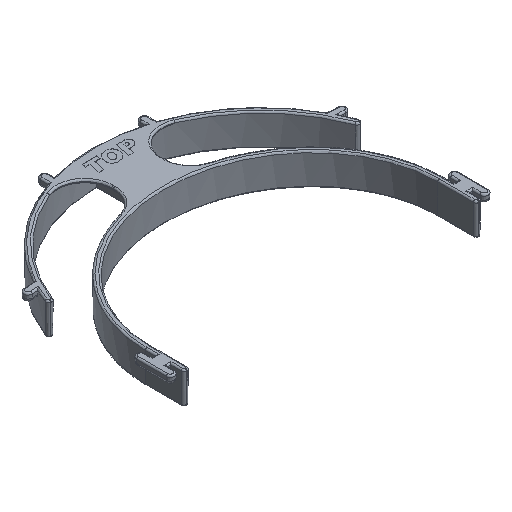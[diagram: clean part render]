
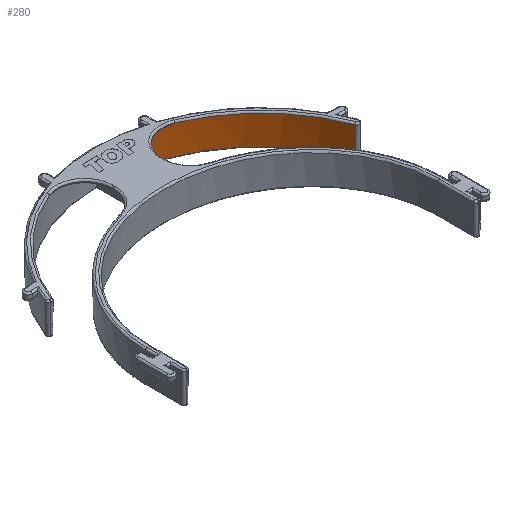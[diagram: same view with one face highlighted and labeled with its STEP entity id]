
A CAD part, isometric view. The second image highlights one B-rep face of the part: STEP entity #280.
In plain terms, the highlighted conical face has half-angle 0.5 degrees and reference radius 95.912 mm.
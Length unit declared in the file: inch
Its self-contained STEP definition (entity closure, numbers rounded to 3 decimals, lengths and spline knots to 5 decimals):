
#121 = CARTESIAN_POINT ( 'NONE',  ( 34.67927, 2.61005, 0.29827 ) ) ;
#280 = ADVANCED_FACE ( 'NONE', ( #3175 ), #9317, .F. ) ;
#339 = ORIENTED_EDGE ( 'NONE', *, *, #9965, .T. ) ;
#358 = CARTESIAN_POINT ( 'NONE',  ( 36.77637, 0.45262, 0.23125 ) ) ;
#671 = VERTEX_POINT ( 'NONE', #680 ) ;
#680 = CARTESIAN_POINT ( 'NONE',  ( 34.71195, 2.59621, 0.30533 ) ) ;
#773 = CARTESIAN_POINT ( 'NONE',  ( 33.31863, 2.89338, 0.06257 ) ) ;
#920 = CARTESIAN_POINT ( 'NONE',  ( 33.31119, 2.89723, -0.36396 ) ) ;
#945 = CARTESIAN_POINT ( 'NONE',  ( 34.71226, 2.59602, 0.31244 ) ) ;
#1127 = EDGE_LOOP ( 'NONE', ( #7475, #4770, #8048, #8217, #5075, #10735, #339 ) ) ;
#1163 = AXIS2_PLACEMENT_3D ( 'NONE', #5442, #7163, #2838 ) ;
#1581 = CARTESIAN_POINT ( 'NONE',  ( 33.31119, 2.89723, -0.36396 ) ) ;
#1652 = CARTESIAN_POINT ( 'NONE',  ( 33.32235, 2.89145, 0.27559 ) ) ;
#1842 = CARTESIAN_POINT ( 'NONE',  ( 34.71195, 2.59621, 0.30533 ) ) ;
#1850 = EDGE_CURVE ( 'NONE', #671, #10957, #9493, .T. ) ;
#2481 =( BOUNDED_CURVE ( )  B_SPLINE_CURVE ( 3, ( #920, #3373, #773, #1652 ),
 .UNSPECIFIED., .F., .F. ) 
 B_SPLINE_CURVE_WITH_KNOTS ( ( 4, 4 ),
 ( 2.1087, 2.11127 ),
 .UNSPECIFIED. ) 
 CURVE ( )  GEOMETRIC_REPRESENTATION_ITEM ( )  RATIONAL_B_SPLINE_CURVE ( ( 1., 1., 1., 1. ) ) 
 REPRESENTATION_ITEM ( '' )  );
#2500 = CARTESIAN_POINT ( 'NONE',  ( 33.24835, -0.87807, 0.316 ) ) ;
#2670 = CARTESIAN_POINT ( 'NONE',  ( 34.71211, 2.59612, 0.30889 ) ) ;
#2838 = DIRECTION ( 'NONE',  ( -1., 0., 0. ) ) ;
#3089 = AXIS2_PLACEMENT_3D ( 'NONE', #2500, #4380, #8670 ) ;
#3165 = EDGE_CURVE ( 'NONE', #10957, #9866, #4236, .T. ) ;
#3175 = FACE_OUTER_BOUND ( 'NONE', #1127, .T. ) ;
#3373 = CARTESIAN_POINT ( 'NONE',  ( 33.31491, 2.89531, -0.15061 ) ) ;
#4236 = CIRCLE ( 'NONE', #1163, 3.77024 ) ;
#4259 = AXIS2_PLACEMENT_3D ( 'NONE', #6532, #7382, #5656 ) ;
#4361 = CARTESIAN_POINT ( 'NONE',  ( 34.71241, 2.59592, 0.316 ) ) ;
#4372 = CARTESIAN_POINT ( 'NONE',  ( 33.32235, 2.89145, 0.27559 ) ) ;
#4380 = DIRECTION ( 'NONE',  ( 0., 0., 1. ) ) ;
#4649 = CARTESIAN_POINT ( 'NONE',  ( 36.77945, 0.45917, -0.36396 ) ) ;
#4680 = CARTESIAN_POINT ( 'NONE',  ( 34.54583, 2.66192, 0.27675 ) ) ;
#4721 = CARTESIAN_POINT ( 'NONE',  ( 36.77593, 0.45169, 0.316 ) ) ;
#4770 = ORIENTED_EDGE ( 'NONE', *, *, #7023, .T. ) ;
#4782 = VERTEX_POINT ( 'NONE', #4361 ) ;
#5075 = ORIENTED_EDGE ( 'NONE', *, *, #3165, .T. ) ;
#5268 = DIRECTION ( 'NONE',  ( 1., 0., 0. ) ) ;
#5354 = DIRECTION ( 'NONE',  ( 0., 0., -1. ) ) ;
#5359 = CARTESIAN_POINT ( 'NONE',  ( 34.64636, 2.62344, 0.2912 ) ) ;
#5442 = CARTESIAN_POINT ( 'NONE',  ( 33.24835, -0.87807, 0.27559 ) ) ;
#5597 = CARTESIAN_POINT ( 'NONE',  ( 36.77912, 0.45847, -0.30046 ) ) ;
#5656 = DIRECTION ( 'NONE',  ( 1., 0., 0. ) ) ;
#6160 = CARTESIAN_POINT ( 'NONE',  ( 36.77945, 0.45917, -0.36396 ) ) ;
#6532 = CARTESIAN_POINT ( 'NONE',  ( 33.24835, -0.87807, -0.36396 ) ) ;
#6551 = CARTESIAN_POINT ( 'NONE',  ( 36.77895, 0.45812, -0.26871 ) ) ;
#7003 = VERTEX_POINT ( 'NONE', #1581 ) ;
#7023 = EDGE_CURVE ( 'NONE', #7216, #4782, #7878, .T. ) ;
#7097 = EDGE_CURVE ( 'NONE', #7003, #9866, #2481, .T. ) ;
#7163 = DIRECTION ( 'NONE',  ( 0., 0., 1. ) ) ;
#7216 = VERTEX_POINT ( 'NONE', #7747 ) ;
#7223 = CARTESIAN_POINT ( 'NONE',  ( 34.51176, 2.67419, 0.27559 ) ) ;
#7382 = DIRECTION ( 'NONE',  ( 0., 0., -1. ) ) ;
#7475 = ORIENTED_EDGE ( 'NONE', *, *, #8663, .T. ) ;
#7747 = CARTESIAN_POINT ( 'NONE',  ( 36.77593, 0.45169, 0.316 ) ) ;
#7824 = CARTESIAN_POINT ( 'NONE',  ( 34.71241, 2.59592, 0.316 ) ) ;
#7878 = CIRCLE ( 'NONE', #3089, 3.76989 ) ;
#7916 = B_SPLINE_CURVE_WITH_KNOTS ( 'NONE', 3,
 ( #7824, #945, #2670, #8809 ),
 .UNSPECIFIED., .F., .F.,
 ( 4, 4 ),
 ( 0.00097, 0.00125 ),
 .UNSPECIFIED. ) ;
#8048 = ORIENTED_EDGE ( 'NONE', *, *, #9893, .T. ) ;
#8053 = CARTESIAN_POINT ( 'NONE',  ( 34.52885, 2.66811, 0.27559 ) ) ;
#8217 = ORIENTED_EDGE ( 'NONE', *, *, #1850, .T. ) ;
#8245 = AXIS2_PLACEMENT_3D ( 'NONE', #10504, #5354, #5268 ) ;
#8663 = EDGE_CURVE ( 'NONE', #9886, #7216, #10569, .T. ) ;
#8670 = DIRECTION ( 'NONE',  ( -1., 0., 0. ) ) ;
#8809 = CARTESIAN_POINT ( 'NONE',  ( 34.71195, 2.59621, 0.30533 ) ) ;
#9166 = CARTESIAN_POINT ( 'NONE',  ( 36.77723, 0.45446, 0.0646 ) ) ;
#9317 = CONICAL_SURFACE ( 'NONE', #8245, 3.77608, 0.009 ) ;
#9493 = B_SPLINE_CURVE_WITH_KNOTS ( 'NONE', 3,
 ( #1842, #121, #5359, #9926, #10710, #4680, #8053, #7223 ),
 .UNSPECIFIED., .F., .F.,
 ( 4, 2, 2, 4 ),
 ( -0.00003, 0.00273, 0.00411, 0.00549 ),
 .UNSPECIFIED. ) ;
#9866 = VERTEX_POINT ( 'NONE', #4372 ) ;
#9886 = VERTEX_POINT ( 'NONE', #6160 ) ;
#9893 = EDGE_CURVE ( 'NONE', #4782, #671, #7916, .T. ) ;
#9926 = CARTESIAN_POINT ( 'NONE',  ( 34.5964, 2.64292, 0.28278 ) ) ;
#9965 = EDGE_CURVE ( 'NONE', #7003, #9886, #10804, .T. ) ;
#9977 = CARTESIAN_POINT ( 'NONE',  ( 36.77622, 0.45231, 0.2595 ) ) ;
#10023 = CARTESIAN_POINT ( 'NONE',  ( 36.77607, 0.452, 0.28775 ) ) ;
#10504 = CARTESIAN_POINT ( 'NONE',  ( 33.24835, -0.87807, -0.3937 ) ) ;
#10569 = B_SPLINE_CURVE_WITH_KNOTS ( 'NONE', 3,
 ( #4649, #10911, #5597, #6551, #10949, #9166, #358, #9977, #10023, #4721 ),
 .UNSPECIFIED., .F., .F.,
 ( 4, 3, 3, 4 ),
 ( 0.00076, 0.00318, 0.01588, 0.01803 ),
 .UNSPECIFIED. ) ;
#10710 = CARTESIAN_POINT ( 'NONE',  ( 34.57963, 2.64932, 0.28033 ) ) ;
#10735 = ORIENTED_EDGE ( 'NONE', *, *, #7097, .F. ) ;
#10751 = CARTESIAN_POINT ( 'NONE',  ( 34.51176, 2.67419, 0.27559 ) ) ;
#10804 = CIRCLE ( 'NONE', #4259, 3.77582 ) ;
#10911 = CARTESIAN_POINT ( 'NONE',  ( 36.77928, 0.45882, -0.33221 ) ) ;
#10949 = CARTESIAN_POINT ( 'NONE',  ( 36.77809, 0.45629, -0.10206 ) ) ;
#10957 = VERTEX_POINT ( 'NONE', #10751 ) ;
